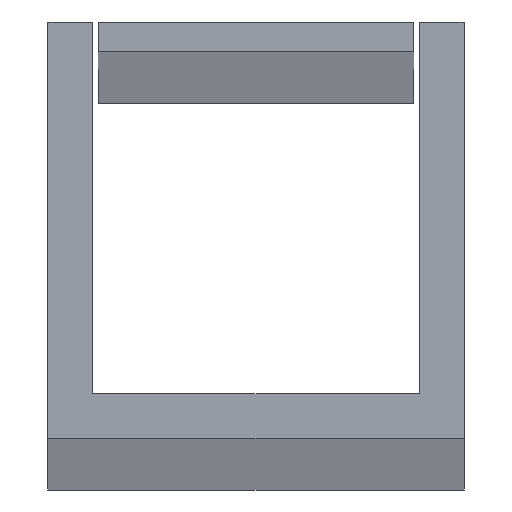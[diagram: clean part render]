
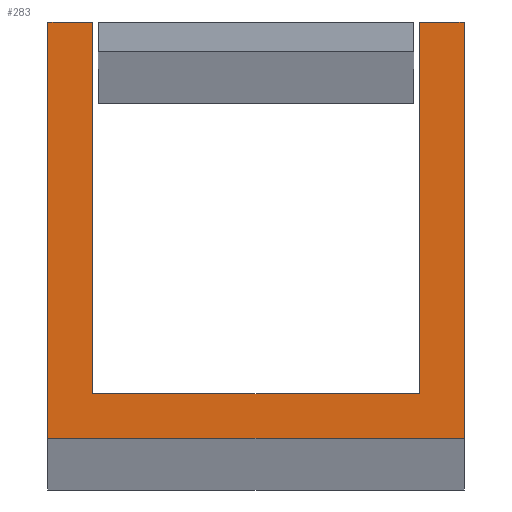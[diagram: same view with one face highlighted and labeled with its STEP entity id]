
A CAD part, top view. The second image highlights one B-rep face of the part: STEP entity #283.
In plain terms, the highlighted planar face has unit normal (0, 0, 1).
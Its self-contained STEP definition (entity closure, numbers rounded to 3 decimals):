
#31=FACE_OUTER_BOUND('',#47,.T.);
#47=EDGE_LOOP('',(#237,#238,#239,#240,#241,#242,#243,#244));
#63=LINE('',#420,#99);
#67=LINE('',#427,#103);
#70=LINE('',#433,#106);
#72=LINE('',#438,#108);
#75=LINE('',#444,#111);
#78=LINE('',#450,#114);
#81=LINE('',#456,#117);
#84=LINE('',#460,#120);
#99=VECTOR('',#346,10.);
#103=VECTOR('',#352,10.);
#106=VECTOR('',#357,10.);
#108=VECTOR('',#361,10.);
#111=VECTOR('',#366,10.);
#114=VECTOR('',#371,10.);
#117=VECTOR('',#376,10.);
#120=VECTOR('',#381,10.);
#131=VERTEX_POINT('',#417);
#132=VERTEX_POINT('',#419);
#134=VERTEX_POINT('',#425);
#136=VERTEX_POINT('',#431);
#138=VERTEX_POINT('',#437);
#140=VERTEX_POINT('',#443);
#142=VERTEX_POINT('',#449);
#144=VERTEX_POINT('',#455);
#159=EDGE_CURVE('',#131,#132,#63,.T.);
#163=EDGE_CURVE('',#134,#131,#67,.T.);
#166=EDGE_CURVE('',#136,#134,#70,.T.);
#168=EDGE_CURVE('',#138,#132,#72,.T.);
#171=EDGE_CURVE('',#140,#138,#75,.T.);
#174=EDGE_CURVE('',#142,#140,#78,.T.);
#177=EDGE_CURVE('',#144,#142,#81,.T.);
#180=EDGE_CURVE('',#144,#136,#84,.T.);
#237=ORIENTED_EDGE('',*,*,#180,.F.);
#238=ORIENTED_EDGE('',*,*,#177,.T.);
#239=ORIENTED_EDGE('',*,*,#174,.T.);
#240=ORIENTED_EDGE('',*,*,#171,.T.);
#241=ORIENTED_EDGE('',*,*,#168,.T.);
#242=ORIENTED_EDGE('',*,*,#159,.F.);
#243=ORIENTED_EDGE('',*,*,#163,.F.);
#244=ORIENTED_EDGE('',*,*,#166,.F.);
#267=PLANE('',#314);
#283=ADVANCED_FACE('',(#31),#267,.T.);
#314=AXIS2_PLACEMENT_3D('',#461,#382,#383);
#346=DIRECTION('',(0.,-1.,0.));
#352=DIRECTION('',(1.,0.,0.));
#357=DIRECTION('',(0.,1.,0.));
#361=DIRECTION('',(1.,0.,0.));
#366=DIRECTION('',(0.,-1.,0.));
#371=DIRECTION('',(-1.,0.,0.));
#376=DIRECTION('',(0.,1.,0.));
#381=DIRECTION('',(1.,0.,0.));
#382=DIRECTION('center_axis',(0.,0.,1.));
#383=DIRECTION('ref_axis',(1.,0.,0.));
#417=CARTESIAN_POINT('',(7.,14.,1000.));
#419=CARTESIAN_POINT('',(7.,0.,1000.));
#420=CARTESIAN_POINT('',(7.,14.,1000.));
#425=CARTESIAN_POINT('',(5.5,14.,1000.));
#427=CARTESIAN_POINT('',(5.5,14.,1000.));
#431=CARTESIAN_POINT('',(5.5,1.5,1000.));
#433=CARTESIAN_POINT('',(5.5,1.5,1000.));
#437=CARTESIAN_POINT('',(-7.,0.,1000.));
#438=CARTESIAN_POINT('',(-7.,0.,1000.));
#443=CARTESIAN_POINT('',(-7.,14.,1000.));
#444=CARTESIAN_POINT('',(-7.,14.,1000.));
#449=CARTESIAN_POINT('',(-5.5,14.,1000.));
#450=CARTESIAN_POINT('',(-5.5,14.,1000.));
#455=CARTESIAN_POINT('',(-5.5,1.5,1000.));
#456=CARTESIAN_POINT('',(-5.5,1.5,1000.));
#460=CARTESIAN_POINT('',(0.,1.5,1000.));
#461=CARTESIAN_POINT('Origin',(-3.5,7.,1000.));
